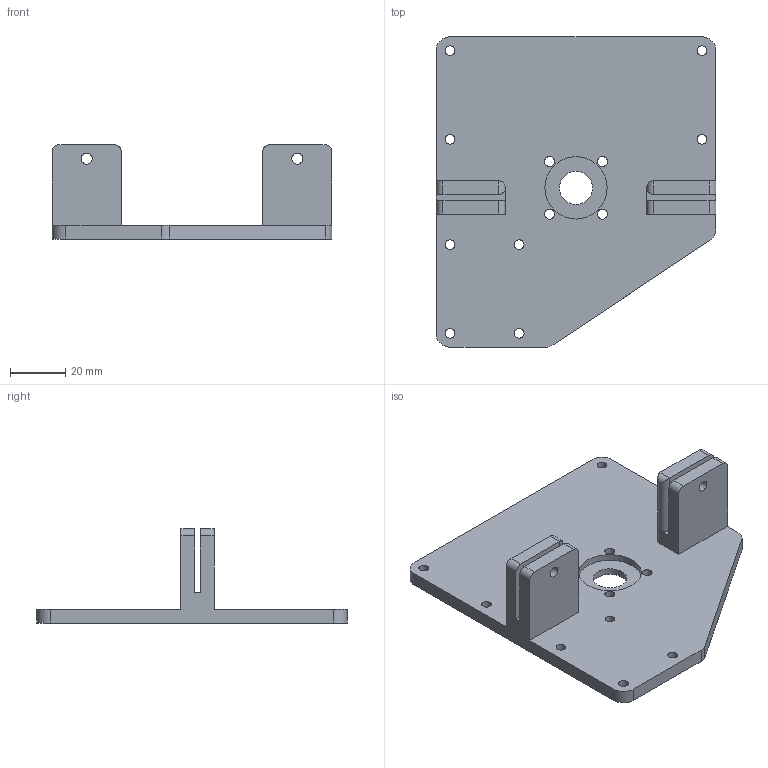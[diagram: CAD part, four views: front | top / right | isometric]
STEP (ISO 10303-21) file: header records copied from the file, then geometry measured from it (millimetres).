
FILE_DESCRIPTION(/* description */ (''),/* implementation_level */ '2;1');
FILE_NAME(/* name */ 'Backplate.stp',/* time_stamp */ '2024-05-06T16:00:59+01:00',/* author */ (''),/* organization */ (''),/* preprocessor_version */ 'ST-DEVELOPER v16.7',/* originating_system */ 'SIEMENS PLM Software NX 12.0',/* authorisation */ '');
FILE_SCHEMA (('AUTOMOTIVE_DESIGN { 1 0 10303 214 3 1 1 1 }'));
Length unit declared in the file: millimetre
Products named in the file (1): Backplate_nema17
Bounding box: 101 x 112 x 34 mm (x, y, z)
Volume: 63269.3 mm3; surface area: 29010.3 mm2
Topology: 1 solids, 1 shells, 57 faces, 171 edges, 117 vertices
Faces by surface type: cylinder 33, plane 24
Full cylindrical faces by diameter (mm): 3.5 x8, 3.6 x4, 4 x4, 12 x1, 22.5 x1
Entity records: 2266 total; most frequent: DIRECTION 324, CARTESIAN_POINT 306, ORIENTED_EDGE 284, EDGE_CURVE 142, AXIS2_PLACEMENT_3D 124, EDGE_LOOP 110, VERTEX_POINT 106, FACE_BOUND 82
